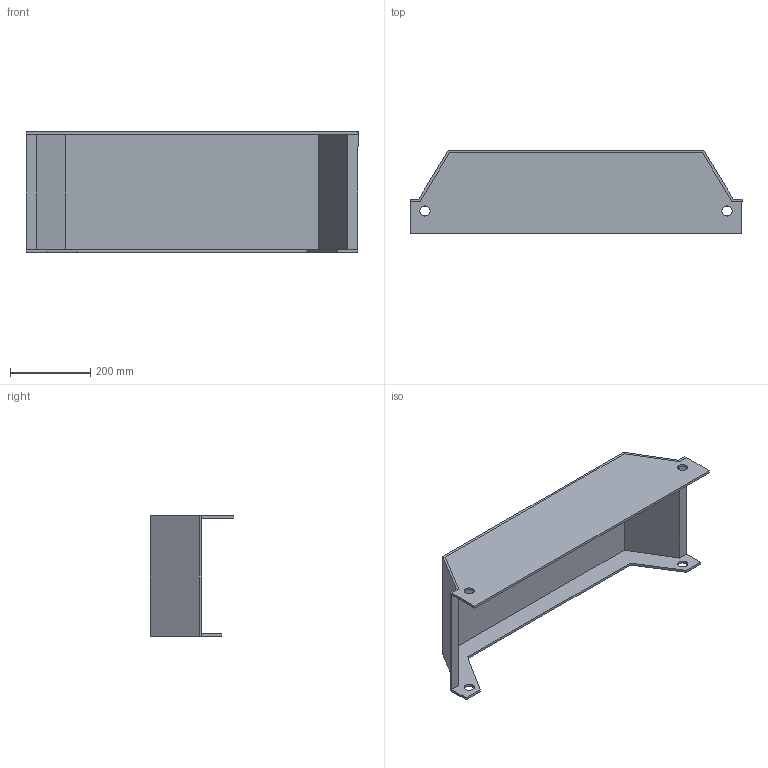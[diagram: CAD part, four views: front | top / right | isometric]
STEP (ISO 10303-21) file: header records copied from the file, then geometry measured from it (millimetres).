
FILE_DESCRIPTION(/* description */ (''),/* implementation_level */ '2;1');
FILE_NAME(/* name */ 'spakbor assembly.stp',/* time_stamp */ '2019-08-06T09:40:01+07:00',/* author */ ('BARLY'),/* organization */ (''),/* preprocessor_version */ 'ST-DEVELOPER v18',/* originating_system */ 'Autodesk Inventor 2020',/* authorisation */ '');
FILE_SCHEMA (('AUTOMOTIVE_DESIGN { 1 0 10303 214 3 1 1 }'));
Length unit declared in the file: millimetre
Products named in the file (4): spakbor assembly; tutupan spakbor; spakbor; spakbor belakang 
Assembly tree (3 placements, depth 2):
  spakbor assembly
    tutupan spakbor
    spakbor
    spakbor belakang 
Bounding box: 826.62 x 207.66 x 300 mm (x, y, z)
Volume: 2919825.5 mm3; surface area: 1014205.4 mm2
Topology: 3 solids, 3 shells, 42 faces, 108 edges, 72 vertices
Faces by surface type: plane 38, cylinder 4
Full cylindrical faces by diameter (mm): 25.4 x4
Entity records: 1419 total; most frequent: CARTESIAN_POINT 229, ORIENTED_EDGE 216, DIRECTION 214, EDGE_CURVE 108, LINE 100, VECTOR 100, VERTEX_POINT 72, AXIS2_PLACEMENT_3D 57
